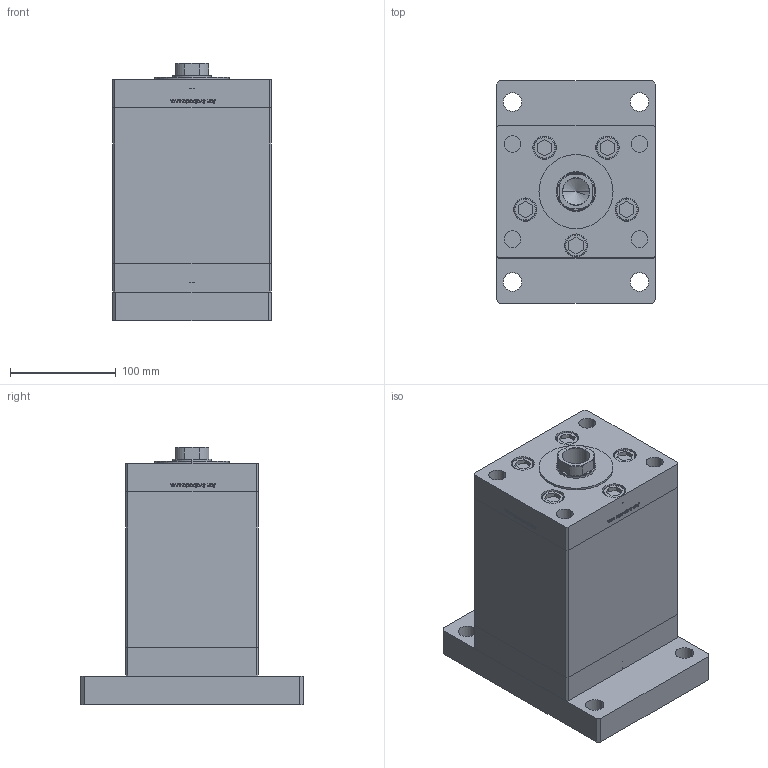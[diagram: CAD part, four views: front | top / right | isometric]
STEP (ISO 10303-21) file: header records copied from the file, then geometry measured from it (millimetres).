
FILE_DESCRIPTION (( 'STEP AP203' ), '1' );
FILE_NAME ('4c46.STEP', '2024-01-08T17:35:16', ( '' ), ( '' ), 'SwSTEP 2.0', 'SolidWorks 2019', '' );
FILE_SCHEMA (( 'CONFIG_CONTROL_DESIGN' ));
Length unit declared in the file: millimetre
Products named in the file (7): V220C_FRONT_G 8fc7b7b5d54d78f1b9a02109c4ac2c94; ALLEN BOLT 8fc7b7b5d54d78f1b9a02109c4ac2c94; 4c46; V220C BACK_G 8fc7b7b5d54d78f1b9a02109c4ac2c94; V220C_G_MIDDLE 8fc7b7b5d54d78f1b9a02109c4ac2c94; V220C_F 8fc7b7b5d54d78f1b9a02109c4ac2c94; V220C_VC_G 8fc7b7b5d54d78f1b9a02109c4ac2c94
Assembly tree (19 placements, depth 2):
  4c46
    V220C BACK_G 8fc7b7b5d54d78f1b9a02109c4ac2c94
    V220C_FRONT_G 8fc7b7b5d54d78f1b9a02109c4ac2c94
    V220C_G_MIDDLE 8fc7b7b5d54d78f1b9a02109c4ac2c94
    ALLEN BOLT 8fc7b7b5d54d78f1b9a02109c4ac2c94  x14
    V220C_F 8fc7b7b5d54d78f1b9a02109c4ac2c94
    V220C_VC_G 8fc7b7b5d54d78f1b9a02109c4ac2c94
Bounding box: 150 x 210 x 243 mm (x, y, z)
Volume: 4044941.1 mm3; surface area: 449334.3 mm2
Topology: 19 solids, 19 shells, 1313 faces, 3246 edges, 2121 vertices
Faces by surface type: plane 518, bspline 484, cylinder 189, cone 62, torus 60
Entity records: 53689 total; most frequent: CARTESIAN_POINT 30442, ORIENTED_EDGE 5292, DIRECTION 3096, EDGE_CURVE 2646, VERTEX_POINT 1757, LINE 1370, VECTOR 1370, EDGE_LOOP 1213
